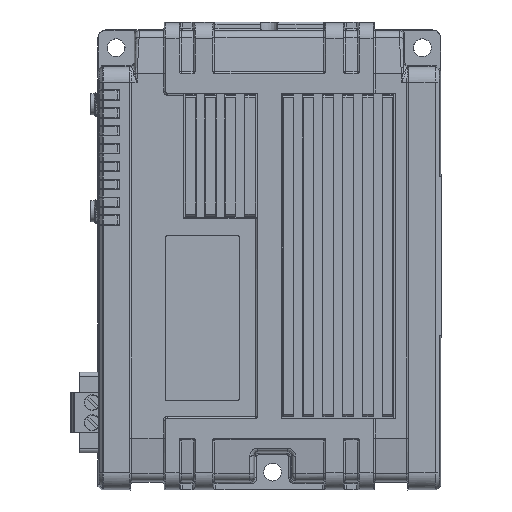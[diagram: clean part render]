
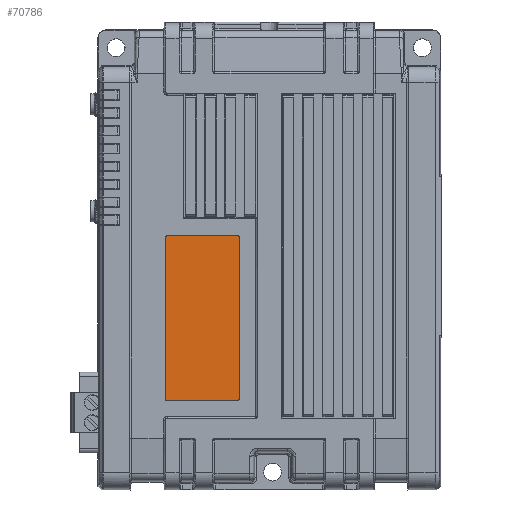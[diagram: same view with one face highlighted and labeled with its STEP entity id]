
A CAD part, top view. The second image highlights one B-rep face of the part: STEP entity #70786.
In plain terms, the highlighted planar face has unit normal (0, 0, 1).
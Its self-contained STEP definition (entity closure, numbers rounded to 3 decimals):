
#4017 = VECTOR ( 'NONE', #38629, 1000. ) ;
#14369 = DIRECTION ( 'NONE',  ( -1., 0., 0. ) ) ;
#15693 = CARTESIAN_POINT ( 'NONE',  ( -7.5, 4.504, 23.5 ) ) ;
#17550 = CARTESIAN_POINT ( 'NONE',  ( -7.707, 5.004, 23.5 ) ) ;
#19000 =( BOUNDED_CURVE ( )  B_SPLINE_CURVE ( 3, ( #78098, #17550, #20442, #137689 ),
 .UNSPECIFIED., .F., .F. ) 
 B_SPLINE_CURVE_WITH_KNOTS ( ( 4, 4 ),
 ( 2.356, 3.927 ),
 .UNSPECIFIED. ) 
 CURVE ( )  GEOMETRIC_REPRESENTATION_ITEM ( )  RATIONAL_B_SPLINE_CURVE ( ( 1., 0.805, 0.805, 1. ) ) 
 REPRESENTATION_ITEM ( '' )  );
#20442 = CARTESIAN_POINT ( 'NONE',  ( -7.5, 4.797, 23.5 ) ) ;
#23485 = VERTEX_POINT ( 'NONE', #128714 ) ;
#23551 = EDGE_CURVE ( 'NONE', #81807, #157518, #43670, .T. ) ;
#25038 = PLANE ( 'NONE',  #155930 ) ;
#26007 = DIRECTION ( 'NONE',  ( 0., 0., -1. ) ) ;
#32199 = EDGE_CURVE ( 'NONE', #96330, #159968, #19000, .T. ) ;
#37829 = ORIENTED_EDGE ( 'NONE', *, *, #132322, .F. ) ;
#38259 = CARTESIAN_POINT ( 'NONE',  ( -26.2, -35.996, 23.5 ) ) ;
#38629 = DIRECTION ( 'NONE',  ( 0., -1., 0. ) ) ;
#41239 = LINE ( 'NONE', #56878, #192490 ) ;
#43670 = LINE ( 'NONE', #162875, #58343 ) ;
#44255 = CARTESIAN_POINT ( 'NONE',  ( -25.7, -36.496, 23.5 ) ) ;
#47278 =( BOUNDED_CURVE ( )  B_SPLINE_CURVE ( 3, ( #171159, #130058, #53881, #38259 ),
 .UNSPECIFIED., .F., .F. ) 
 B_SPLINE_CURVE_WITH_KNOTS ( ( 4, 4 ),
 ( 2.356, 3.927 ),
 .UNSPECIFIED. ) 
 CURVE ( )  GEOMETRIC_REPRESENTATION_ITEM ( )  RATIONAL_B_SPLINE_CURVE ( ( 1., 0.805, 0.805, 1. ) ) 
 REPRESENTATION_ITEM ( '' )  );
#47586 = EDGE_CURVE ( 'NONE', #191703, #23485, #41239, .T. ) ;
#48507 = ORIENTED_EDGE ( 'NONE', *, *, #47586, .F. ) ;
#53020 = DIRECTION ( 'NONE',  ( 0., 1., 0. ) ) ;
#53881 = CARTESIAN_POINT ( 'NONE',  ( -26.2, -36.289, 23.5 ) ) ;
#56878 = CARTESIAN_POINT ( 'NONE',  ( -26.2, -15.746, 23.5 ) ) ;
#58343 = VECTOR ( 'NONE', #14369, 1000. ) ;
#62508 = CARTESIAN_POINT ( 'NONE',  ( -8., -36.496, 23.5 ) ) ;
#70086 = ORIENTED_EDGE ( 'NONE', *, *, #84180, .F. ) ;
#70305 = CARTESIAN_POINT ( 'NONE',  ( -26.2, 4.797, 23.5 ) ) ;
#70524 = VECTOR ( 'NONE', #118244, 1000. ) ;
#70786 = ADVANCED_FACE ( 'NONE', ( #102196 ), #25038, .F. ) ;
#76332 = EDGE_CURVE ( 'NONE', #23485, #174612, #138633, .T. ) ;
#76575 = ORIENTED_EDGE ( 'NONE', *, *, #23551, .F. ) ;
#77154 = CARTESIAN_POINT ( 'NONE',  ( -7.5, -36.289, 23.5 ) ) ;
#78098 = CARTESIAN_POINT ( 'NONE',  ( -8., 5.004, 23.5 ) ) ;
#81807 = VERTEX_POINT ( 'NONE', #93543 ) ;
#84180 = EDGE_CURVE ( 'NONE', #174612, #96330, #134877, .T. ) ;
#93392 = CARTESIAN_POINT ( 'NONE',  ( -7.5, -35.996, 23.5 ) ) ;
#93543 = CARTESIAN_POINT ( 'NONE',  ( -8., -36.496, 23.5 ) ) ;
#96330 = VERTEX_POINT ( 'NONE', #125677 ) ;
#101218 = CARTESIAN_POINT ( 'NONE',  ( -7.5, -36.496, 23.5 ) ) ;
#102196 = FACE_OUTER_BOUND ( 'NONE', #149060, .T. ) ;
#104554 = ORIENTED_EDGE ( 'NONE', *, *, #32199, .F. ) ;
#112647 = EDGE_CURVE ( 'NONE', #123391, #81807, #165444, .T. ) ;
#112969 = DIRECTION ( 'NONE',  ( -1., 0., 0. ) ) ;
#113817 = CARTESIAN_POINT ( 'NONE',  ( -7.5, -15.746, 23.5 ) ) ;
#118244 = DIRECTION ( 'NONE',  ( 1., 0., 0. ) ) ;
#119713 = ORIENTED_EDGE ( 'NONE', *, *, #112647, .F. ) ;
#123391 = VERTEX_POINT ( 'NONE', #93392 ) ;
#125677 = CARTESIAN_POINT ( 'NONE',  ( -8., 5.004, 23.5 ) ) ;
#126948 = ORIENTED_EDGE ( 'NONE', *, *, #189239, .F. ) ;
#128714 = CARTESIAN_POINT ( 'NONE',  ( -26.2, 4.504, 23.5 ) ) ;
#130058 = CARTESIAN_POINT ( 'NONE',  ( -25.993, -36.496, 23.5 ) ) ;
#132322 = EDGE_CURVE ( 'NONE', #157518, #191703, #47278, .T. ) ;
#134377 = CARTESIAN_POINT ( 'NONE',  ( -26.2, -35.996, 23.5 ) ) ;
#134877 = LINE ( 'NONE', #181748, #70524 ) ;
#136753 = CARTESIAN_POINT ( 'NONE',  ( -7.707, -36.496, 23.5 ) ) ;
#137689 = CARTESIAN_POINT ( 'NONE',  ( -7.5, 4.504, 23.5 ) ) ;
#138633 =( BOUNDED_CURVE ( )  B_SPLINE_CURVE ( 3, ( #186612, #70305, #142618, #171942 ),
 .UNSPECIFIED., .F., .F. ) 
 B_SPLINE_CURVE_WITH_KNOTS ( ( 4, 4 ),
 ( 2.356, 3.927 ),
 .UNSPECIFIED. ) 
 CURVE ( )  GEOMETRIC_REPRESENTATION_ITEM ( )  RATIONAL_B_SPLINE_CURVE ( ( 1., 0.805, 0.805, 1. ) ) 
 REPRESENTATION_ITEM ( '' )  );
#142618 = CARTESIAN_POINT ( 'NONE',  ( -25.993, 5.004, 23.5 ) ) ;
#149060 = EDGE_LOOP ( 'NONE', ( #104554, #70086, #181886, #48507, #37829, #76575, #119713, #126948 ) ) ;
#152333 = CARTESIAN_POINT ( 'NONE',  ( -7.5, -35.996, 23.5 ) ) ;
#155930 = AXIS2_PLACEMENT_3D ( 'NONE', #101218, #26007, #112969 ) ;
#157518 = VERTEX_POINT ( 'NONE', #44255 ) ;
#159968 = VERTEX_POINT ( 'NONE', #15693 ) ;
#162875 = CARTESIAN_POINT ( 'NONE',  ( -16.85, -36.496, 23.5 ) ) ;
#165444 =( BOUNDED_CURVE ( )  B_SPLINE_CURVE ( 3, ( #152333, #77154, #136753, #62508 ),
 .UNSPECIFIED., .F., .F. ) 
 B_SPLINE_CURVE_WITH_KNOTS ( ( 4, 4 ),
 ( 2.356, 3.927 ),
 .UNSPECIFIED. ) 
 CURVE ( )  GEOMETRIC_REPRESENTATION_ITEM ( )  RATIONAL_B_SPLINE_CURVE ( ( 1., 0.805, 0.805, 1. ) ) 
 REPRESENTATION_ITEM ( '' )  );
#171159 = CARTESIAN_POINT ( 'NONE',  ( -25.7, -36.496, 23.5 ) ) ;
#171528 = LINE ( 'NONE', #113817, #4017 ) ;
#171942 = CARTESIAN_POINT ( 'NONE',  ( -25.7, 5.004, 23.5 ) ) ;
#174612 = VERTEX_POINT ( 'NONE', #177996 ) ;
#177996 = CARTESIAN_POINT ( 'NONE',  ( -25.7, 5.004, 23.5 ) ) ;
#181748 = CARTESIAN_POINT ( 'NONE',  ( -16.85, 5.004, 23.5 ) ) ;
#181886 = ORIENTED_EDGE ( 'NONE', *, *, #76332, .F. ) ;
#186612 = CARTESIAN_POINT ( 'NONE',  ( -26.2, 4.504, 23.5 ) ) ;
#189239 = EDGE_CURVE ( 'NONE', #159968, #123391, #171528, .T. ) ;
#191703 = VERTEX_POINT ( 'NONE', #134377 ) ;
#192490 = VECTOR ( 'NONE', #53020, 1000. ) ;
